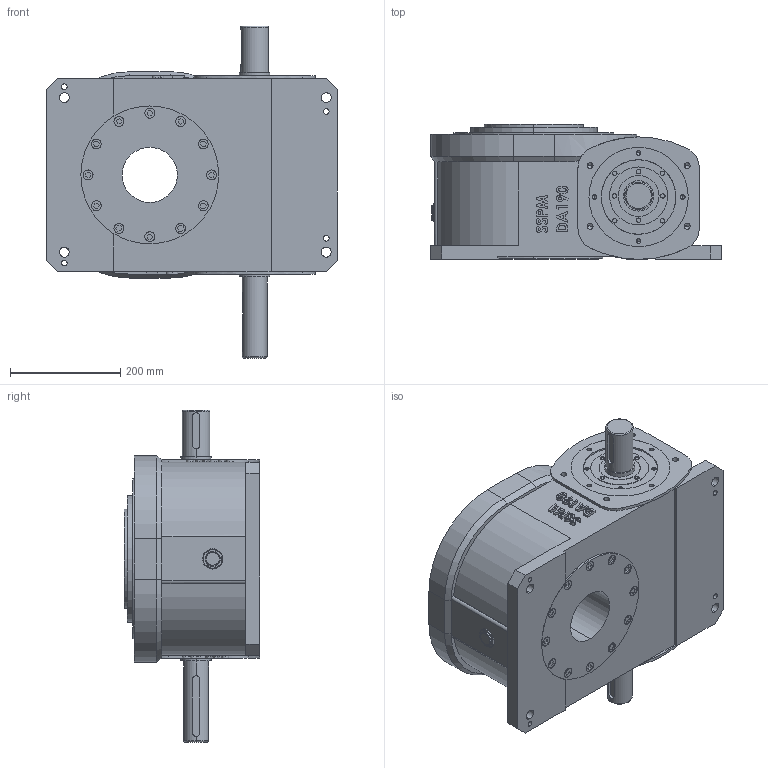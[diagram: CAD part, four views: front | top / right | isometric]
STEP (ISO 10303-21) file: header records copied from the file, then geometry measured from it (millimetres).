
FILE_DESCRIPTION (( 'STEP AP203' ), '1' );
FILE_NAME ('23DA¼Ð·Ç.STEP', '2025-05-20T08:53:09', ( '' ), ( '' ), 'SwSTEP 2.0', 'SolidWorks 2018', '' );
FILE_SCHEMA (( 'CONFIG_CONTROL_DESIGN' ));
Length unit declared in the file: millimetre
Products named in the file (1): 23DA標準
Bounding box: 527 x 245 x 602 mm (x, y, z)
Volume: 35209109.2 mm3; surface area: 901024.8 mm2
Topology: 1 solids, 1 shells, 778 faces, 1943 edges, 1248 vertices
Faces by surface type: plane 386, cylinder 210, bspline 114, cone 60, torus 8
Entity records: 28997 total; most frequent: CARTESIAN_POINT 10917, ORIENTED_EDGE 3790, DIRECTION 3449, EDGE_CURVE 1895, VERTEX_POINT 1248, LINE 1175, VECTOR 1175, AXIS2_PLACEMENT_3D 1137
